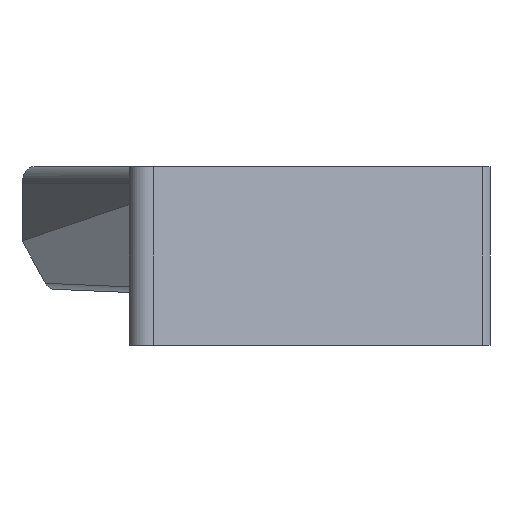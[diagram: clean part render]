
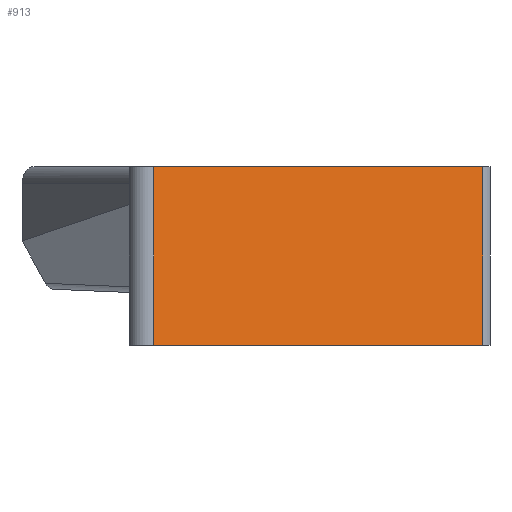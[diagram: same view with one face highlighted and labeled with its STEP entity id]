
A CAD part, left-side view. The second image highlights one B-rep face of the part: STEP entity #913.
In plain terms, the highlighted planar face has unit normal (-0.889, -0.459, 0).
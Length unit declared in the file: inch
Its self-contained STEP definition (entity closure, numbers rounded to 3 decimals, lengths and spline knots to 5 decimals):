
#51=PLANE('',#1006);
#88=FACE_OUTER_BOUND('',#150,.T.);
#150=EDGE_LOOP('',(#720,#721,#722,#723));
#238=LINE('',#1444,#313);
#245=LINE('',#1477,#320);
#262=LINE('',#1580,#337);
#263=LINE('',#1581,#338);
#313=VECTOR('',#1118,0.3937);
#320=VECTOR('',#1133,0.3937);
#337=VECTOR('',#1188,0.3937);
#338=VECTOR('',#1189,0.3937);
#407=VERTEX_POINT('',#1441);
#408=VERTEX_POINT('',#1443);
#413=VERTEX_POINT('',#1474);
#414=VERTEX_POINT('',#1476);
#506=EDGE_CURVE('',#408,#407,#238,.T.);
#515=EDGE_CURVE('',#413,#414,#245,.T.);
#549=EDGE_CURVE('',#408,#413,#262,.T.);
#550=EDGE_CURVE('',#414,#407,#263,.T.);
#720=ORIENTED_EDGE('',*,*,#549,.F.);
#721=ORIENTED_EDGE('',*,*,#506,.T.);
#722=ORIENTED_EDGE('',*,*,#550,.F.);
#723=ORIENTED_EDGE('',*,*,#515,.F.);
#913=ADVANCED_FACE('',(#88),#51,.T.);
#1006=AXIS2_PLACEMENT_3D('',#1579,#1186,#1187);
#1118=DIRECTION('',(0.459,-0.889,0.));
#1133=DIRECTION('',(0.459,-0.889,0.));
#1186=DIRECTION('center_axis',(-0.889,-0.459,0.));
#1187=DIRECTION('ref_axis',(0.459,-0.889,0.));
#1188=DIRECTION('',(0.,0.,1.));
#1189=DIRECTION('',(0.,0.,-1.));
#1441=CARTESIAN_POINT('',(-31.7025,5.72029,0.85));
#1443=CARTESIAN_POINT('',(-32.69908,7.65106,0.85));
#1444=CARTESIAN_POINT('',(-32.69908,7.65106,0.85));
#1474=CARTESIAN_POINT('',(-32.69908,7.65106,1.9));
#1476=CARTESIAN_POINT('',(-31.7025,5.72029,1.9));
#1477=CARTESIAN_POINT('',(-32.77533,7.79877,1.9));
#1579=CARTESIAN_POINT('Origin',(-32.77533,7.79877,0.));
#1580=CARTESIAN_POINT('',(-32.69908,7.65106,0.));
#1581=CARTESIAN_POINT('',(-31.7025,5.72029,0.));
